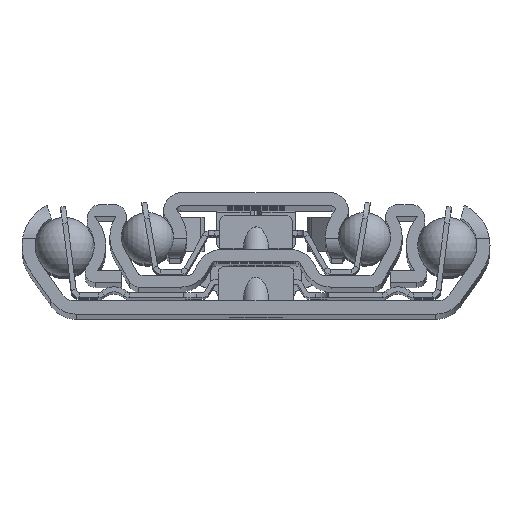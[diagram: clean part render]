
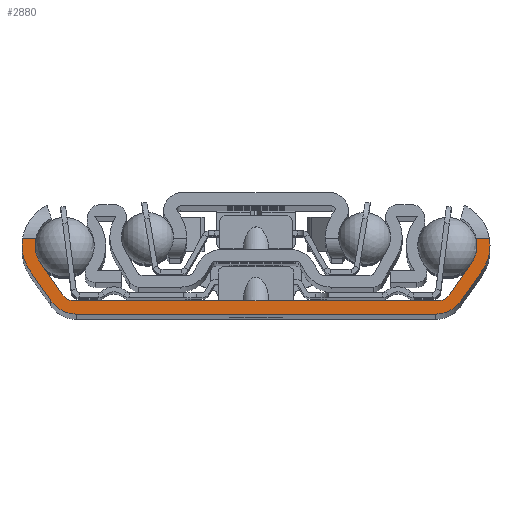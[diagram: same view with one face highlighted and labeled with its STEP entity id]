
A CAD part, top view. The second image highlights one B-rep face of the part: STEP entity #2880.
In plain terms, the highlighted planar face has unit normal (0, 0, 1).
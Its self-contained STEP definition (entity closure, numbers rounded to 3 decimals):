
#36=DIRECTION('',(-1.,0.,0.));
#37=VECTOR('',#36,2.014);
#38=CARTESIAN_POINT('',(-33.346,11.5,0.));
#39=LINE('',#38,#37);
#40=CARTESIAN_POINT('',(-28.725,10.4,0.));
#41=DIRECTION('',(0.,0.,-1.));
#42=DIRECTION('',(-0.819,-0.574,0.));
#43=AXIS2_PLACEMENT_3D('',#40,#41,#42);
#45=DIRECTION('',(-0.574,0.819,0.));
#46=VECTOR('',#45,5.757);
#47=CARTESIAN_POINT('',(-29.314,2.959,0.));
#48=LINE('',#47,#46);
#49=CARTESIAN_POINT('',(-27.471,4.25,0.));
#50=DIRECTION('',(0.,0.,-1.));
#51=DIRECTION('',(0.,-1.,0.));
#52=AXIS2_PLACEMENT_3D('',#49,#50,#51);
#54=DIRECTION('',(-1.,0.,0.));
#55=VECTOR('',#54,54.941);
#56=CARTESIAN_POINT('',(27.471,2.,0.));
#57=LINE('',#56,#55);
#58=CARTESIAN_POINT('',(27.471,4.25,0.));
#59=DIRECTION('',(0.,0.,-1.));
#60=DIRECTION('',(0.819,-0.574,0.));
#61=AXIS2_PLACEMENT_3D('',#58,#59,#60);
#63=DIRECTION('',(-0.574,-0.819,0.));
#64=VECTOR('',#63,5.757);
#65=CARTESIAN_POINT('',(32.616,7.676,0.));
#66=LINE('',#65,#64);
#67=CARTESIAN_POINT('',(28.725,10.4,0.));
#68=DIRECTION('',(0.,0.,-1.));
#69=DIRECTION('',(0.973,0.232,0.));
#70=AXIS2_PLACEMENT_3D('',#67,#68,#69);
#72=DIRECTION('',(-1.,0.,0.));
#73=VECTOR('',#72,2.014);
#74=CARTESIAN_POINT('',(35.359,11.5,0.));
#75=LINE('',#74,#73);
#76=CARTESIAN_POINT('',(28.725,10.4,0.));
#77=DIRECTION('',(0.,0.,1.));
#78=DIRECTION('',(0.819,-0.574,0.));
#79=AXIS2_PLACEMENT_3D('',#76,#77,#78);
#81=DIRECTION('',(0.574,0.819,0.));
#82=VECTOR('',#81,5.514);
#83=CARTESIAN_POINT('',(31.071,2.026,0.));
#84=LINE('',#83,#82);
#85=CARTESIAN_POINT('',(27.18,4.75,0.));
#86=DIRECTION('',(0.,0.,1.));
#87=DIRECTION('',(0.,-1.,0.));
#88=AXIS2_PLACEMENT_3D('',#85,#86,#87);
#90=DIRECTION('',(1.,0.,0.));
#91=VECTOR('',#90,54.36);
#92=CARTESIAN_POINT('',(-27.18,0.,0.));
#93=LINE('',#92,#91);
#94=CARTESIAN_POINT('',(-27.18,4.75,0.));
#95=DIRECTION('',(0.,0.,1.));
#96=DIRECTION('',(-0.819,-0.574,0.));
#97=AXIS2_PLACEMENT_3D('',#94,#95,#96);
#99=DIRECTION('',(0.574,-0.819,0.));
#100=VECTOR('',#99,5.514);
#101=CARTESIAN_POINT('',(-34.234,6.543,0.));
#102=LINE('',#101,#100);
#103=CARTESIAN_POINT('',(-28.725,10.4,0.));
#104=DIRECTION('',(0.,0.,1.));
#105=DIRECTION('',(-0.987,0.164,0.));
#106=AXIS2_PLACEMENT_3D('',#103,#104,#105);
#2397=CARTESIAN_POINT('',(-27.471,2.,0.));
#2398=CARTESIAN_POINT('',(-29.314,2.959,0.));
#2399=VERTEX_POINT('',#2397);
#2400=VERTEX_POINT('',#2398);
#2401=CARTESIAN_POINT('',(-32.616,7.676,0.));
#2402=VERTEX_POINT('',#2401);
#2403=CARTESIAN_POINT('',(-34.234,6.543,0.));
#2404=CARTESIAN_POINT('',(-31.071,2.026,0.));
#2405=VERTEX_POINT('',#2403);
#2406=VERTEX_POINT('',#2404);
#2407=CARTESIAN_POINT('',(-27.18,0.,0.));
#2408=VERTEX_POINT('',#2407);
#2409=CARTESIAN_POINT('',(27.18,0.,0.));
#2410=VERTEX_POINT('',#2409);
#2411=CARTESIAN_POINT('',(31.071,2.026,0.));
#2412=VERTEX_POINT('',#2411);
#2413=CARTESIAN_POINT('',(34.234,6.543,0.));
#2414=VERTEX_POINT('',#2413);
#2415=CARTESIAN_POINT('',(32.616,7.676,0.));
#2416=CARTESIAN_POINT('',(29.314,2.959,0.));
#2417=VERTEX_POINT('',#2415);
#2418=VERTEX_POINT('',#2416);
#2419=CARTESIAN_POINT('',(27.471,2.,0.));
#2420=VERTEX_POINT('',#2419);
#2453=CARTESIAN_POINT('',(-33.346,11.5,0.));
#2454=CARTESIAN_POINT('',(-35.359,11.5,0.));
#2455=VERTEX_POINT('',#2453);
#2456=VERTEX_POINT('',#2454);
#2457=CARTESIAN_POINT('',(35.359,11.5,0.));
#2458=CARTESIAN_POINT('',(33.346,11.5,0.));
#2459=VERTEX_POINT('',#2457);
#2460=VERTEX_POINT('',#2458);
#2841=CARTESIAN_POINT('',(0.,0.,0.));
#2842=DIRECTION('',(0.,0.,1.));
#2843=DIRECTION('',(1.,0.,0.));
#2844=AXIS2_PLACEMENT_3D('',#2841,#2842,#2843);
#2845=PLANE('',#2844);
#2847=ORIENTED_EDGE('',*,*,#2846,.F.);
#2849=ORIENTED_EDGE('',*,*,#2848,.F.);
#2851=ORIENTED_EDGE('',*,*,#2850,.F.);
#2853=ORIENTED_EDGE('',*,*,#2852,.F.);
#2855=ORIENTED_EDGE('',*,*,#2854,.F.);
#2857=ORIENTED_EDGE('',*,*,#2856,.F.);
#2859=ORIENTED_EDGE('',*,*,#2858,.F.);
#2861=ORIENTED_EDGE('',*,*,#2860,.F.);
#2863=ORIENTED_EDGE('',*,*,#2862,.F.);
#2865=ORIENTED_EDGE('',*,*,#2864,.F.);
#2867=ORIENTED_EDGE('',*,*,#2866,.F.);
#2869=ORIENTED_EDGE('',*,*,#2868,.F.);
#2871=ORIENTED_EDGE('',*,*,#2870,.F.);
#2873=ORIENTED_EDGE('',*,*,#2872,.F.);
#2875=ORIENTED_EDGE('',*,*,#2874,.F.);
#2877=ORIENTED_EDGE('',*,*,#2876,.F.);
#2878=EDGE_LOOP('',(#2847,#2849,#2851,#2853,#2855,#2857,#2859,#2861,#2863,#2865,
#2867,#2869,#2871,#2873,#2875,#2877));
#2879=FACE_OUTER_BOUND('',#2878,.F.);
#2880=ADVANCED_FACE('',(#2879),#2845,.T.);
#44=CIRCLE('',#43,4.75);
#53=CIRCLE('',#52,2.25);
#62=CIRCLE('',#61,2.25);
#71=CIRCLE('',#70,4.75);
#80=CIRCLE('',#79,6.725);
#89=CIRCLE('',#88,4.75);
#98=CIRCLE('',#97,4.75);
#107=CIRCLE('',#106,6.725);
#2846=EDGE_CURVE('',#2455,#2456,#39,.T.);
#2848=EDGE_CURVE('',#2402,#2455,#44,.T.);
#2850=EDGE_CURVE('',#2400,#2402,#48,.T.);
#2852=EDGE_CURVE('',#2399,#2400,#53,.T.);
#2854=EDGE_CURVE('',#2420,#2399,#57,.T.);
#2856=EDGE_CURVE('',#2418,#2420,#62,.T.);
#2858=EDGE_CURVE('',#2417,#2418,#66,.T.);
#2860=EDGE_CURVE('',#2460,#2417,#71,.T.);
#2862=EDGE_CURVE('',#2459,#2460,#75,.T.);
#2864=EDGE_CURVE('',#2414,#2459,#80,.T.);
#2866=EDGE_CURVE('',#2412,#2414,#84,.T.);
#2868=EDGE_CURVE('',#2410,#2412,#89,.T.);
#2870=EDGE_CURVE('',#2408,#2410,#93,.T.);
#2872=EDGE_CURVE('',#2406,#2408,#98,.T.);
#2874=EDGE_CURVE('',#2405,#2406,#102,.T.);
#2876=EDGE_CURVE('',#2456,#2405,#107,.T.);
